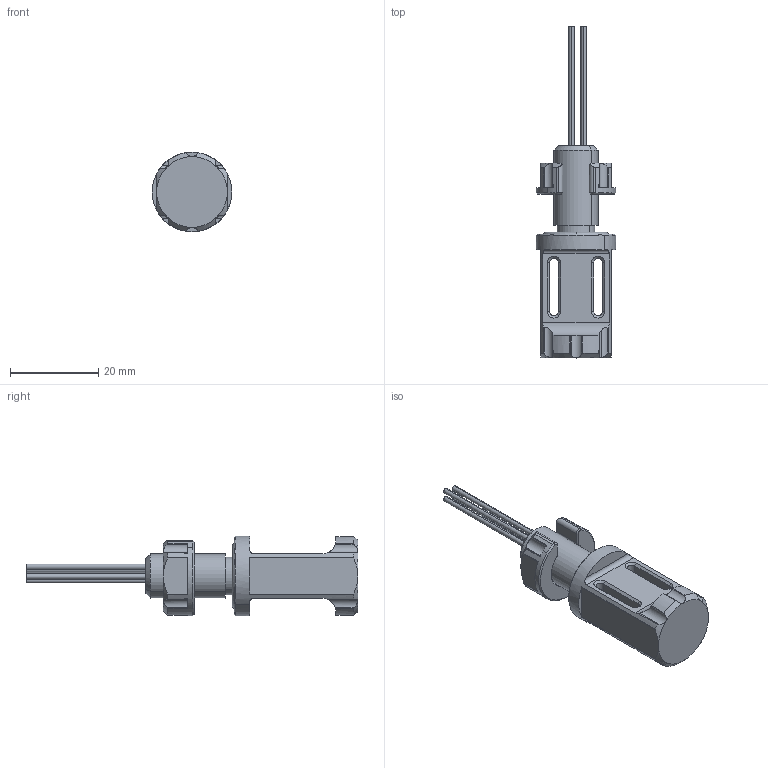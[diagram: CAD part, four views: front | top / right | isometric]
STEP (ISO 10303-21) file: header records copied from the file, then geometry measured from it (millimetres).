
FILE_DESCRIPTION (( 'STEP AP203' ), '1' );
FILE_NAME ('温度传感装配外观.STEP', '2024-03-25T11:09:59', ( '' ), ( '' ), 'SwSTEP 2.0', 'SolidWorks 2022', '' );
FILE_SCHEMA (( 'CONFIG_CONTROL_DESIGN' ));
Length unit declared in the file: millimetre
Products named in the file (1): 温度传感装配外观
Bounding box: 18 x 75.04 x 17.99 mm (x, y, z)
Volume: 7221.2 mm3; surface area: 4452.9 mm2
Topology: 2 solids, 2 shells, 190 faces, 475 edges, 297 vertices
Faces by surface type: cylinder 91, plane 51, cone 46, torus 2
Entity records: 6184 total; most frequent: CARTESIAN_POINT 1616, ORIENTED_EDGE 950, DIRECTION 939, EDGE_CURVE 475, AXIS2_PLACEMENT_3D 374, VERTEX_POINT 297, EDGE_LOOP 202, VECTOR 191
